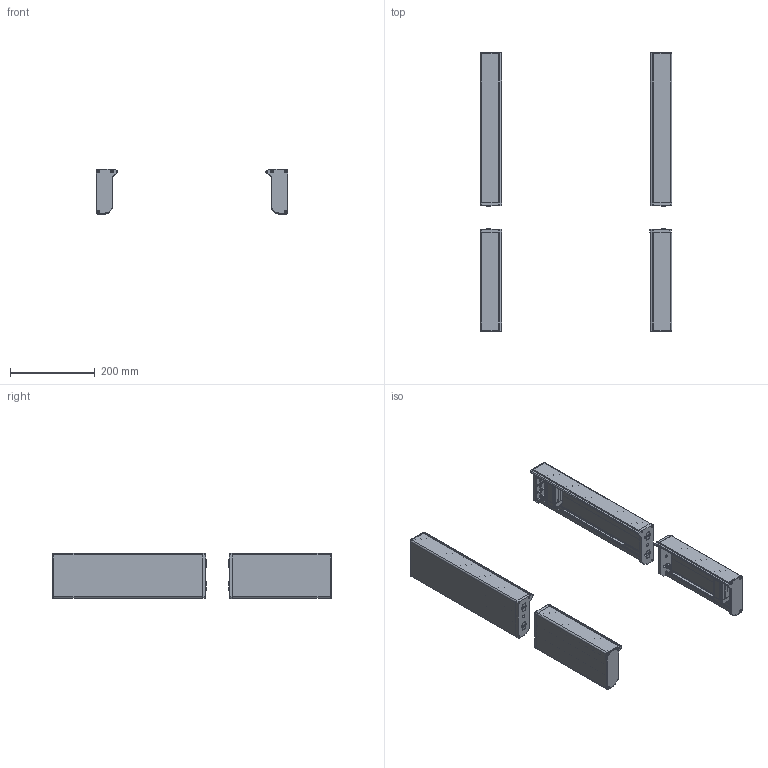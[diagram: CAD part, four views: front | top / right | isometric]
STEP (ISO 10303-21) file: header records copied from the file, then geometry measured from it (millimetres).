
FILE_DESCRIPTION(/* description */ (''),/* implementation_level */ '2;1');
FILE_NAME(/* name */ 'MZT2X.stp',/* time_stamp */ '2019-01-15T09:40:07+01:00',/* author */ ('frigo'),/* organization */ ('REER'),/* preprocessor_version */ 'ST-DEVELOPER v17',/* originating_system */ 'AutoCAD Mechanical',/* authorisation */ '');
FILE_SCHEMA (('AUTOMOTIVE_DESIGN { 1 0 10303 214 3 1 1 }'));
Products named in the file (3): Product; AVE_RENDER; AVE_GLOBAL
Assembly tree (9 placements, depth 2):
  Product
    AVE_RENDER  x8
    AVE_GLOBAL
Bounding box: 450 x 656.02 x 106 mm (x, y, z)
Volume: 871879.6 mm3; surface area: 753473.1 mm2
Topology: 112 solids, 457 shells, 5705 faces, 15480 edges, 10500 vertices
Faces by surface type: plane 2617, cylinder 2288, torus 348, bspline 244, cone 128, sphere 80
Full cylindrical faces by diameter (mm): 2.5 x32, 3 x32, 3.5 x16, 3.6 x24, 4 x8, 4.5 x4, 5 x44, 5.5 x12, 6.4 x12, 7 x12, 7.5 x4, 10 x12, 12 x12
Entity records: 188921 total; most frequent: CARTESIAN_POINT 40617, DIRECTION 31966, ORIENTED_EDGE 29370, EDGE_CURVE 15480, AXIS2_PLACEMENT_3D 11261, VERTEX_POINT 10500, LINE 9444, VECTOR 9444
